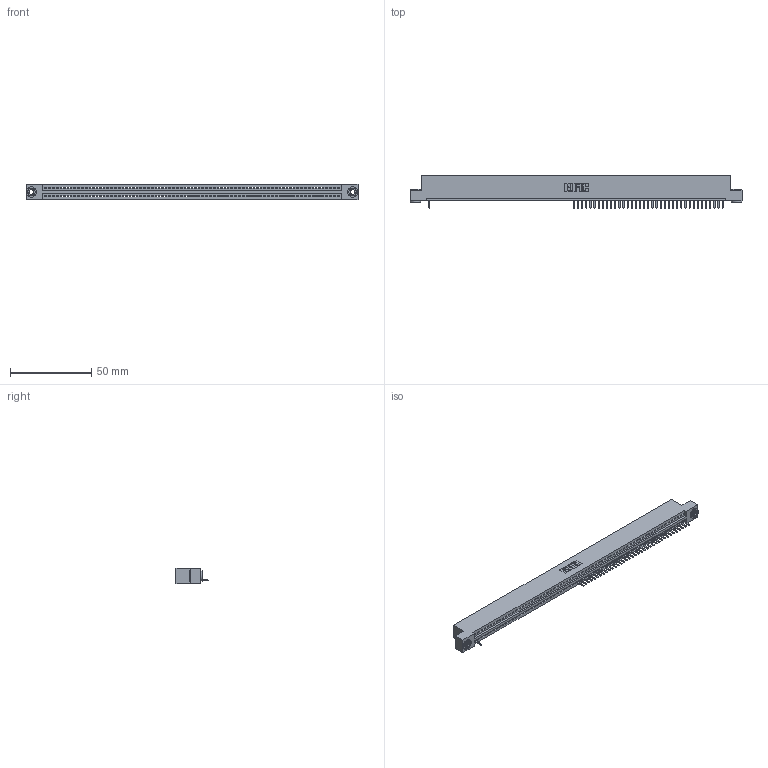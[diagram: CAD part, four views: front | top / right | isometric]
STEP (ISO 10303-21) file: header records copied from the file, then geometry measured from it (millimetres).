
FILE_DESCRIPTION (( 'STEP AP203' ), '1' );
FILE_NAME ('395-072-520-103.STEP', '2018-11-27T07:48:20', ( '' ), ( '' ), 'SwSTEP 2.0', 'SolidWorks 2016', '' );
FILE_SCHEMA (( 'CONFIG_CONTROL_DESIGN' ));
Length unit declared in the file: inch
Products named in the file (4): 345-292-001_345-293-120; 395-072-520-103; 345-250-002_345-250-002-102; 345 Part_Flush Mounting Lugs - 0.156 Dia-TH
Assembly tree (41 placements, depth 2):
  395-072-520-103
    345 Part_Flush Mounting Lugs - 0.156 Dia-TH
    345-292-001_345-293-120  x38
    345-250-002_345-250-002-102  x2
Bounding box: 204.09 x 19.68 x 9.4 mm (x, y, z)
Volume: 19151.1 mm3; surface area: 23647.1 mm2
Topology: 41 solids, 41 shells, 3064 faces, 9245 edges, 6058 vertices
Faces by surface type: plane 2162, cylinder 894, cone 8
Entity records: 49826 total; most frequent: ORIENTED_EDGE 8794, CARTESIAN_POINT 8773, DIRECTION 7599, EDGE_CURVE 4397, VECTOR 3949, LINE 3949, VERTEX_POINT 2926, AXIS2_PLACEMENT_3D 1825
